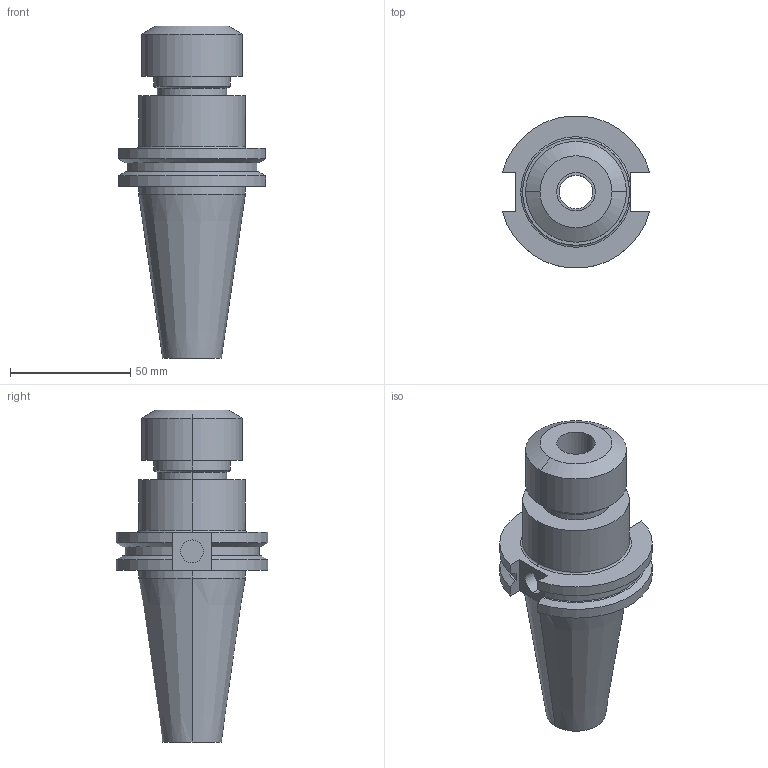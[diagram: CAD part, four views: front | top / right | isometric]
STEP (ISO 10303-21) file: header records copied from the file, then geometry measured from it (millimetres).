
FILE_DESCRIPTION (( 'STEP AP203' ), '1' );
FILE_NAME ('STP-22243-AD+B.STEP', '2020-06-02T05:15:03', ( '' ), ( '' ), 'SwSTEP 2.0', 'SolidWorks 2017', '' );
FILE_SCHEMA (( 'CONFIG_CONTROL_DESIGN' ));
Length unit declared in the file: millimetre
Products named in the file (1): STP-22243-AD+B
Bounding box: 61.35 x 63.26 x 138.25 mm (x, y, z)
Volume: 157031.1 mm3; surface area: 30770.9 mm2
Topology: 1 solids, 1 shells, 59 faces, 139 edges, 89 vertices
Faces by surface type: cylinder 26, plane 20, cone 10, torus 2, bspline 1
Entity records: 1842 total; most frequent: CARTESIAN_POINT 363, DIRECTION 312, ORIENTED_EDGE 278, EDGE_CURVE 139, AXIS2_PLACEMENT_3D 124, VERTEX_POINT 89, EDGE_LOOP 68, CIRCLE 65
